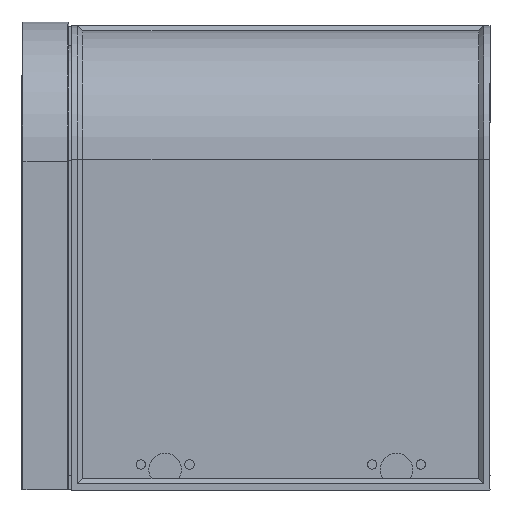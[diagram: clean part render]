
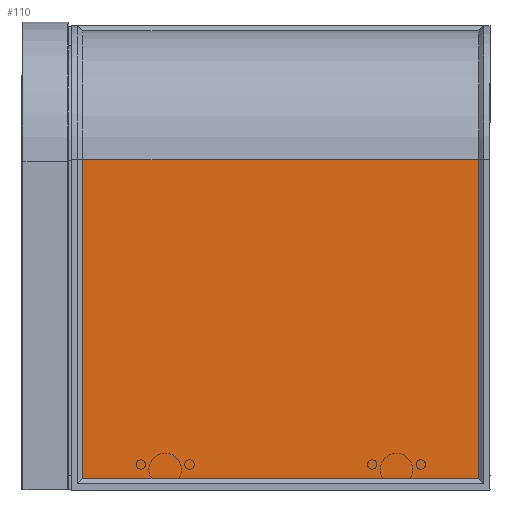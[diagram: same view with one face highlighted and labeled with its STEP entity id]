
A CAD part, left-side view. The second image highlights one B-rep face of the part: STEP entity #110.
In plain terms, the highlighted planar face has unit normal (-1, 0, 0).
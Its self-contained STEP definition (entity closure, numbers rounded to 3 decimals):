
#110 = ADVANCED_FACE ( 'NONE', ( #1005 ), #8811, .T. ) ;
#165 = CARTESIAN_POINT ( 'NONE',  ( -77.5, 6.5, -236. ) ) ;
#180 = VERTEX_POINT ( 'NONE', #6973 ) ;
#261 = CARTESIAN_POINT ( 'NONE',  ( -77.5, 961.831, -241.5 ) ) ;
#1005 = FACE_OUTER_BOUND ( 'NONE', #8903, .T. ) ;
#1758 = VECTOR ( 'NONE', #3459, 1000. ) ;
#1773 = LINE ( 'NONE', #10242, #1758 ) ;
#2104 = VERTEX_POINT ( 'NONE', #7102 ) ;
#2644 = DIRECTION ( 'NONE',  ( 0., -1., 0. ) ) ;
#3238 = CARTESIAN_POINT ( 'NONE',  ( -77.5, 12., 105. ) ) ;
#3246 = VECTOR ( 'NONE', #5208, 1000. ) ;
#3459 = DIRECTION ( 'NONE',  ( 0., -1., 0. ) ) ;
#3544 = CARTESIAN_POINT ( 'NONE',  ( -77.5, 435., 105. ) ) ;
#3908 = DIRECTION ( 'NONE',  ( 0., 0., 1. ) ) ;
#3958 = ORIENTED_EDGE ( 'NONE', *, *, #7429, .T. ) ;
#4101 = EDGE_CURVE ( 'NONE', #10018, #2104, #1773, .T. ) ;
#4477 = LINE ( 'NONE', #8756, #3246 ) ;
#4478 = DIRECTION ( 'NONE',  ( -1., 0., 0. ) ) ;
#4662 = ORIENTED_EDGE ( 'NONE', *, *, #5926, .T. ) ;
#4859 = EDGE_CURVE ( 'NONE', #10018, #9196, #4477, .T. ) ;
#5208 = DIRECTION ( 'NONE',  ( 0., 0., -1. ) ) ;
#5668 = LINE ( 'NONE', #3238, #8011 ) ;
#5926 = EDGE_CURVE ( 'NONE', #9196, #180, #8619, .T. ) ;
#6530 = ORIENTED_EDGE ( 'NONE', *, *, #4859, .T. ) ;
#6973 = CARTESIAN_POINT ( 'NONE',  ( -77.5, 12., -236. ) ) ;
#7102 = CARTESIAN_POINT ( 'NONE',  ( -77.5, 12., 105. ) ) ;
#7111 = CARTESIAN_POINT ( 'NONE',  ( -77.5, 435., -236. ) ) ;
#7374 = AXIS2_PLACEMENT_3D ( 'NONE', #261, #4478, #7978 ) ;
#7429 = EDGE_CURVE ( 'NONE', #180, #2104, #5668, .T. ) ;
#7978 = DIRECTION ( 'NONE',  ( 0., 0., 1. ) ) ;
#8011 = VECTOR ( 'NONE', #3908, 1000. ) ;
#8619 = LINE ( 'NONE', #165, #10371 ) ;
#8756 = CARTESIAN_POINT ( 'NONE',  ( -77.5, 435., -241.5 ) ) ;
#8811 = PLANE ( 'NONE',  #7374 ) ;
#8903 = EDGE_LOOP ( 'NONE', ( #4662, #3958, #10366, #6530 ) ) ;
#9196 = VERTEX_POINT ( 'NONE', #7111 ) ;
#10018 = VERTEX_POINT ( 'NONE', #3544 ) ;
#10242 = CARTESIAN_POINT ( 'NONE',  ( -77.5, 961.831, 105. ) ) ;
#10366 = ORIENTED_EDGE ( 'NONE', *, *, #4101, .F. ) ;
#10371 = VECTOR ( 'NONE', #2644, 1000. ) ;
